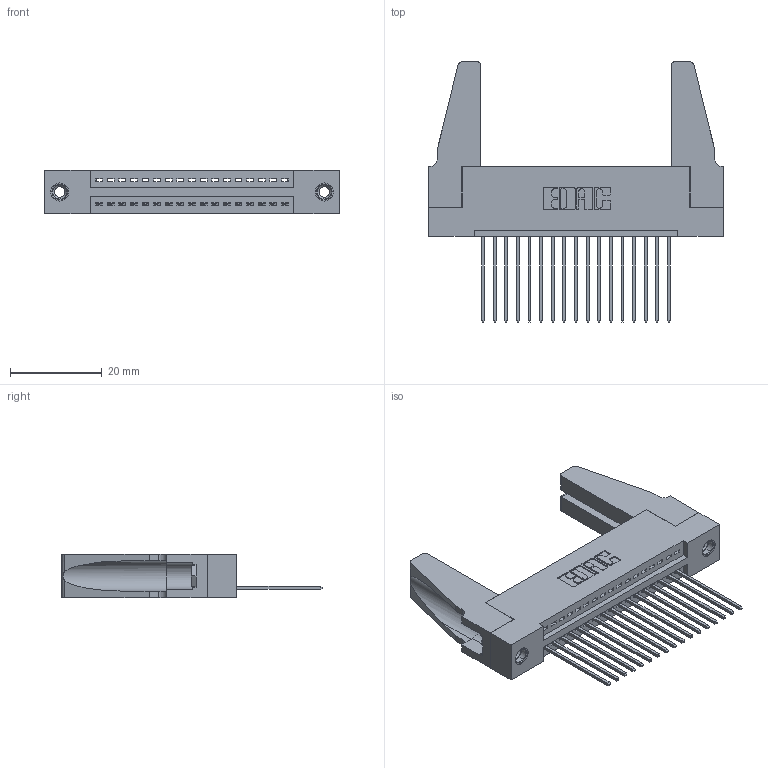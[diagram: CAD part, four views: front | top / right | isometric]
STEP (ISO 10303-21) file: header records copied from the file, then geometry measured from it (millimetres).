
FILE_DESCRIPTION (( 'STEP AP203' ), '1' );
FILE_NAME ('345-017-541-188.STEP', '2019-10-04T16:01:13', ( '' ), ( '' ), 'SwSTEP 2.0', 'SolidWorks 2016', '' );
FILE_SCHEMA (( 'CONFIG_CONTROL_DESIGN' ));
Length unit declared in the file: inch
Products named in the file (5): 345-292-001_345-293-141; 345-250-001_345-250-001-102; 345 Part_Flush Mounting Lugs - 0.156 Dia-TH; 345-220-078_345-220-088; 345-017-541-188
Assembly tree (22 placements, depth 2):
  345-017-541-188
    345 Part_Flush Mounting Lugs - 0.156 Dia-TH
    345-292-001_345-293-141  x17
    345-250-001_345-250-001-102  x2
    345-220-078_345-220-088  x2
Bounding box: 64.41 x 56.82 x 9.4 mm (x, y, z)
Volume: 9222 mm3; surface area: 11052.4 mm2
Topology: 22 solids, 22 shells, 1236 faces, 3647 edges, 2398 vertices
Faces by surface type: plane 832, cylinder 388, cone 12, torus 4
Entity records: 18326 total; most frequent: CARTESIAN_POINT 3165, ORIENTED_EDGE 3076, DIRECTION 2808, EDGE_CURVE 1538, LINE 1296, VECTOR 1296, VERTEX_POINT 1018, AXIS2_PLACEMENT_3D 756
